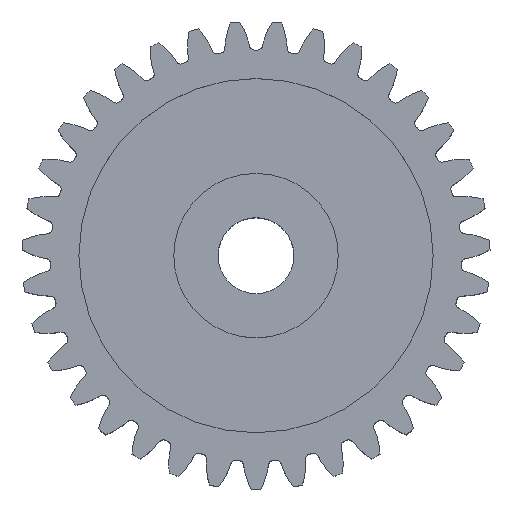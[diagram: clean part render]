
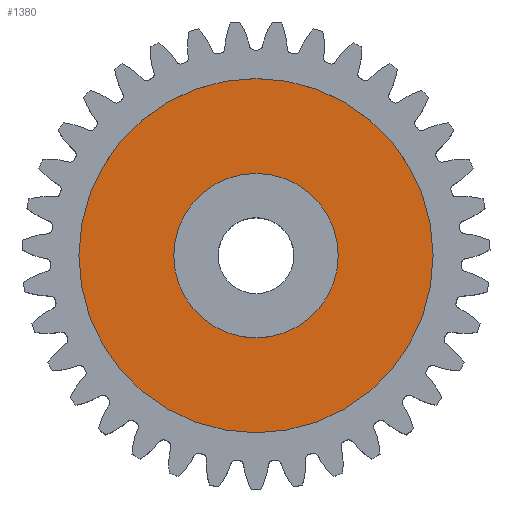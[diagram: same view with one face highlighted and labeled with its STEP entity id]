
A CAD part, top view. The second image highlights one B-rep face of the part: STEP entity #1380.
In plain terms, the highlighted planar face has unit normal (0, 0, 1).
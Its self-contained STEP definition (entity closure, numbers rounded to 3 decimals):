
#1332 = EDGE_LOOP ( 'NONE', ( #1381, #1377 ) ) ;
#1354 = ORIENTED_EDGE ( 'NONE', *, *, #6799, .F. ) ;
#1360 = ORIENTED_EDGE ( 'NONE', *, *, #1385, .F. ) ;
#1370 = EDGE_CURVE ( 'NONE', #7010, #6918, #3349, .T. ) ;
#1377 = ORIENTED_EDGE ( 'NONE', *, *, #1370, .T. ) ;
#1380 = ADVANCED_FACE ( 'NONE', ( #3392, #3399 ), #3390, .F. ) ;
#1381 = ORIENTED_EDGE ( 'NONE', *, *, #7022, .T. ) ;
#1385 = EDGE_CURVE ( 'NONE', #6797, #6972, #3377, .T. ) ;
#1418 = EDGE_LOOP ( 'NONE', ( #1360, #1354 ) ) ;
#3198 = DIRECTION ( 'NONE',  ( -1., 0., 0. ) ) ;
#3199 = DIRECTION ( 'NONE',  ( 0., 0., -1. ) ) ;
#3200 = AXIS2_PLACEMENT_3D ( 'NONE', #3376, #3199, #3198 ) ;
#3349 = CIRCLE ( 'NONE', #3406, 13. ) ;
#3376 = CARTESIAN_POINT ( 'NONE',  ( 0., 0., 10.5 ) ) ;
#3377 = CIRCLE ( 'NONE', #3200, 28. ) ;
#3386 = DIRECTION ( 'NONE',  ( -1., 0., 0. ) ) ;
#3390 = PLANE ( 'NONE',  #3396 ) ;
#3392 = FACE_BOUND ( 'NONE', #1332, .T. ) ;
#3393 = CARTESIAN_POINT ( 'NONE',  ( 0., 0., 10.5 ) ) ;
#3395 = DIRECTION ( 'NONE',  ( 0., 0., -1. ) ) ;
#3396 = AXIS2_PLACEMENT_3D ( 'NONE', #3393, #3395, #3386 ) ;
#3399 = FACE_OUTER_BOUND ( 'NONE', #1418, .T. ) ;
#3403 = DIRECTION ( 'NONE',  ( -1., 0., 0. ) ) ;
#3404 = DIRECTION ( 'NONE',  ( 0., 0., -1. ) ) ;
#3405 = CARTESIAN_POINT ( 'NONE',  ( 0., 0., 10.5 ) ) ;
#3406 = AXIS2_PLACEMENT_3D ( 'NONE', #3405, #3404, #3403 ) ;
#3588 = CIRCLE ( 'NONE', #3637, 28. ) ;
#3597 = CARTESIAN_POINT ( 'NONE',  ( -28., 0., 10.5 ) ) ;
#3634 = DIRECTION ( 'NONE',  ( -1., 0., 0. ) ) ;
#3635 = DIRECTION ( 'NONE',  ( 0., 0., -1. ) ) ;
#3636 = CARTESIAN_POINT ( 'NONE',  ( 0., 0., 10.5 ) ) ;
#3637 = AXIS2_PLACEMENT_3D ( 'NONE', #3636, #3635, #3634 ) ;
#3767 = CARTESIAN_POINT ( 'NONE',  ( 28., 0., 10.5 ) ) ;
#3843 = CARTESIAN_POINT ( 'NONE',  ( -13., 0., 10.5 ) ) ;
#4037 = CARTESIAN_POINT ( 'NONE',  ( 0., 0., 10.5 ) ) ;
#4038 = CIRCLE ( 'NONE', #4090, 13. ) ;
#4063 = CARTESIAN_POINT ( 'NONE',  ( 13., 0., 10.5 ) ) ;
#4086 = DIRECTION ( 'NONE',  ( -1., 0., 0. ) ) ;
#4087 = DIRECTION ( 'NONE',  ( 0., 0., -1. ) ) ;
#4090 = AXIS2_PLACEMENT_3D ( 'NONE', #4037, #4087, #4086 ) ;
#6797 = VERTEX_POINT ( 'NONE', #3597 ) ;
#6799 = EDGE_CURVE ( 'NONE', #6972, #6797, #3588, .T. ) ;
#6918 = VERTEX_POINT ( 'NONE', #3843 ) ;
#6972 = VERTEX_POINT ( 'NONE', #3767 ) ;
#7010 = VERTEX_POINT ( 'NONE', #4063 ) ;
#7022 = EDGE_CURVE ( 'NONE', #6918, #7010, #4038, .T. ) ;
